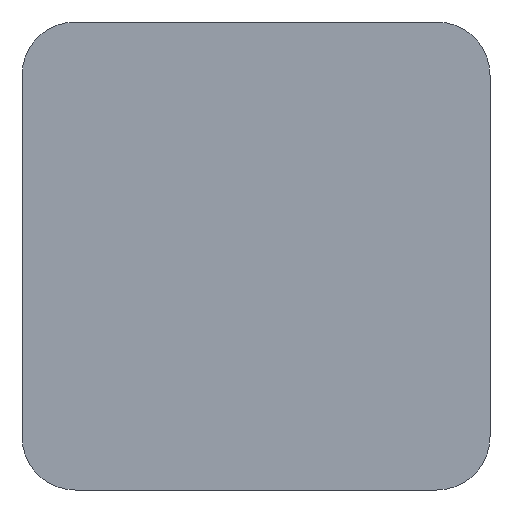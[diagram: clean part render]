
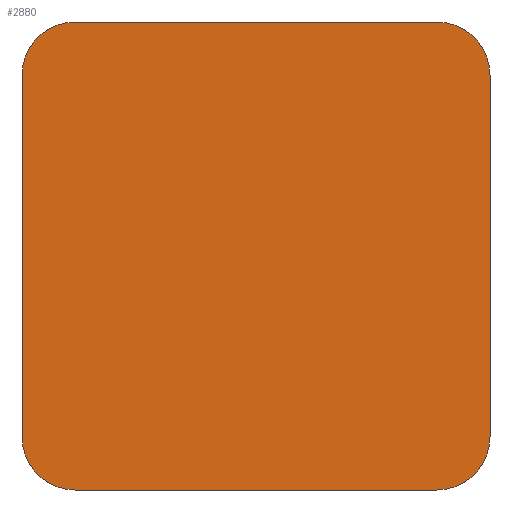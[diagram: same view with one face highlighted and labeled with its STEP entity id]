
A CAD part, front view. The second image highlights one B-rep face of the part: STEP entity #2880.
In plain terms, the highlighted face is planar.
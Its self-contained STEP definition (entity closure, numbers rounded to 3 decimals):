
#860=CARTESIAN_POINT('',(-17.,3.,-22.));
#870=VERTEX_POINT('',#860);
#900=CARTESIAN_POINT('',(-17.,3.,-17.));
#910=DIRECTION('',(0.,1.,0.));
#920=DIRECTION('',(0.,0.,-1.));
#930=AXIS2_PLACEMENT_3D('',#900,#910,#920);
#940=CIRCLE('',#930,5.);
#950=CARTESIAN_POINT('',(-22.,3.,-17.));
#960=VERTEX_POINT('',#950);
#970=EDGE_CURVE('',#870,#960,#940,.T.);
#1180=CARTESIAN_POINT('',(17.,3.,-22.));
#1190=VERTEX_POINT('',#1180);
#1220=CARTESIAN_POINT('',(-17.,3.,-22.));
#1230=DIRECTION('',(1.,0.,0.));
#1240=VECTOR('',#1230,1.);
#1250=LINE('',#1220,#1240);
#1260=EDGE_CURVE('',#870,#1190,#1250,.T.);
#1420=CARTESIAN_POINT('',(22.,3.,-17.));
#1430=VERTEX_POINT('',#1420);
#1460=CARTESIAN_POINT('',(17.,3.,-17.));
#1470=DIRECTION('',(0.,1.,0.));
#1480=DIRECTION('',(1.,0.,0.));
#1490=AXIS2_PLACEMENT_3D('',#1460,#1470,#1480);
#1500=CIRCLE('',#1490,5.);
#1510=EDGE_CURVE('',#1430,#1190,#1500,.T.);
#1670=CARTESIAN_POINT('',(22.,3.,17.));
#1680=VERTEX_POINT('',#1670);
#1710=CARTESIAN_POINT('',(22.,3.,-17.));
#1720=DIRECTION('',(0.,0.,1.));
#1730=VECTOR('',#1720,1.);
#1740=LINE('',#1710,#1730);
#1750=EDGE_CURVE('',#1430,#1680,#1740,.T.);
#1910=CARTESIAN_POINT('',(17.,3.,22.));
#1920=VERTEX_POINT('',#1910);
#1950=CARTESIAN_POINT('',(17.,3.,17.));
#1960=DIRECTION('',(0.,1.,0.));
#1970=DIRECTION('',(0.,0.,1.));
#1980=AXIS2_PLACEMENT_3D('',#1950,#1960,#1970);
#1990=CIRCLE('',#1980,5.);
#2000=EDGE_CURVE('',#1920,#1680,#1990,.T.);
#2160=CARTESIAN_POINT('',(-17.,3.,22.));
#2170=VERTEX_POINT('',#2160);
#2200=CARTESIAN_POINT('',(17.,3.,22.));
#2210=DIRECTION('',(-1.,0.,0.));
#2220=VECTOR('',#2210,1.);
#2230=LINE('',#2200,#2220);
#2240=EDGE_CURVE('',#1920,#2170,#2230,.T.);
#2400=CARTESIAN_POINT('',(-22.,3.,17.));
#2410=VERTEX_POINT('',#2400);
#2440=CARTESIAN_POINT('',(-17.,3.,17.));
#2450=DIRECTION('',(0.,1.,0.));
#2460=DIRECTION('',(-1.,0.,0.));
#2470=AXIS2_PLACEMENT_3D('',#2440,#2450,#2460);
#2480=CIRCLE('',#2470,5.);
#2490=EDGE_CURVE('',#2410,#2170,#2480,.T.);
#2620=CARTESIAN_POINT('',(-22.,3.,17.));
#2630=DIRECTION('',(0.,0.,-1.));
#2640=VECTOR('',#2630,1.);
#2650=LINE('',#2620,#2640);
#2660=EDGE_CURVE('',#2410,#960,#2650,.T.);
#2730=CARTESIAN_POINT('',(0.,3.,0.));
#2740=DIRECTION('',(0.,1.,0.));
#2750=DIRECTION('',(1.,0.,0.));
#2760=AXIS2_PLACEMENT_3D('',#2730,#2740,#2750);
#2770=PLANE('',#2760);
#2780=ORIENTED_EDGE('',*,*,#1260,.F.);
#2790=ORIENTED_EDGE('',*,*,#1510,.T.);
#2800=ORIENTED_EDGE('',*,*,#1750,.F.);
#2810=ORIENTED_EDGE('',*,*,#2000,.T.);
#2820=ORIENTED_EDGE('',*,*,#2240,.F.);
#2830=ORIENTED_EDGE('',*,*,#2490,.T.);
#2840=ORIENTED_EDGE('',*,*,#2660,.F.);
#2850=ORIENTED_EDGE('',*,*,#970,.T.);
#2860=EDGE_LOOP('',(#2850,#2840,#2830,#2820,#2810,#2800,#2790,#2780));
#2870=FACE_OUTER_BOUND('',#2860,.T.);
#2880=ADVANCED_FACE('',(#2870),#2770,.T.);
